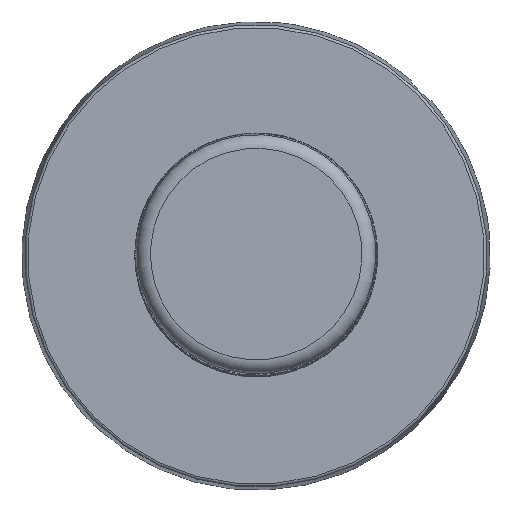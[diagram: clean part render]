
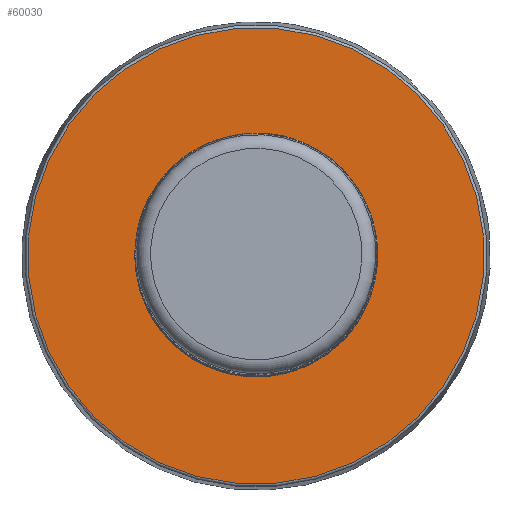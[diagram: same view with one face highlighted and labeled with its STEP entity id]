
A CAD part, top view. The second image highlights one B-rep face of the part: STEP entity #60030.
In plain terms, the highlighted planar face has unit normal (0, 0, 1).
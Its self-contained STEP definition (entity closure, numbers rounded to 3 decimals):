
#86=FACE_BOUND('',#10796,.T.);
#3988=CIRCLE('',#63434,66.243);
#3989=CIRCLE('',#63435,66.243);
#4022=CIRCLE('',#63496,27.148);
#4023=CIRCLE('',#63497,27.148);
#7455=FACE_OUTER_BOUND('',#10795,.T.);
#10795=EDGE_LOOP('',(#37318,#37319));
#10796=EDGE_LOOP('',(#37320,#37321));
#21930=VERTEX_POINT('',#84521);
#21931=VERTEX_POINT('',#84523);
#22003=VERTEX_POINT('',#84852);
#22004=VERTEX_POINT('',#84853);
#27886=EDGE_CURVE('',#21930,#21931,#3988,.T.);
#27887=EDGE_CURVE('',#21931,#21930,#3989,.T.);
#27986=EDGE_CURVE('',#22003,#22004,#4022,.T.);
#27987=EDGE_CURVE('',#22004,#22003,#4023,.T.);
#37318=ORIENTED_EDGE('',*,*,#27887,.F.);
#37319=ORIENTED_EDGE('',*,*,#27886,.F.);
#37320=ORIENTED_EDGE('',*,*,#27986,.F.);
#37321=ORIENTED_EDGE('',*,*,#27987,.F.);
#55297=PLANE('',#63495);
#60030=ADVANCED_FACE('',(#7455,#86),#55297,.T.);
#63434=AXIS2_PLACEMENT_3D('',#84524,#69292,#69293);
#63435=AXIS2_PLACEMENT_3D('',#84525,#69294,#69295);
#63495=AXIS2_PLACEMENT_3D('',#84851,#69438,#69439);
#63496=AXIS2_PLACEMENT_3D('',#84854,#69440,#69441);
#63497=AXIS2_PLACEMENT_3D('',#84855,#69442,#69443);
#69292=DIRECTION('center_axis',(0.,0.,
-1.));
#69293=DIRECTION('ref_axis',(0.707,0.707,0.));
#69294=DIRECTION('center_axis',(0.,0.,
-1.));
#69295=DIRECTION('ref_axis',(0.707,0.707,0.));
#69438=DIRECTION('center_axis',(0.,0.,
1.));
#69439=DIRECTION('ref_axis',(0.707,-0.707,0.));
#69440=DIRECTION('center_axis',(0.,0.,
1.));
#69441=DIRECTION('ref_axis',(-0.707,0.707,0.));
#69442=DIRECTION('center_axis',(0.,0.,
1.));
#69443=DIRECTION('ref_axis',(-0.707,0.707,0.));
#84521=CARTESIAN_POINT('',(53.912,-39.77,18.5));
#84523=CARTESIAN_POINT('',(53.912,53.912,18.5));
#84524=CARTESIAN_POINT('Origin',(7.071,7.071,18.5));
#84525=CARTESIAN_POINT('Origin',(7.071,7.071,18.5));
#84851=CARTESIAN_POINT('Origin',(30.492,30.492,18.5));
#84852=CARTESIAN_POINT('',(9.639,-19.917,18.5));
#84853=CARTESIAN_POINT('',(-19.897,4.612,18.5));
#84854=CARTESIAN_POINT('Origin',(7.135,7.116,18.5));
#84855=CARTESIAN_POINT('Origin',(7.135,7.116,18.5));
